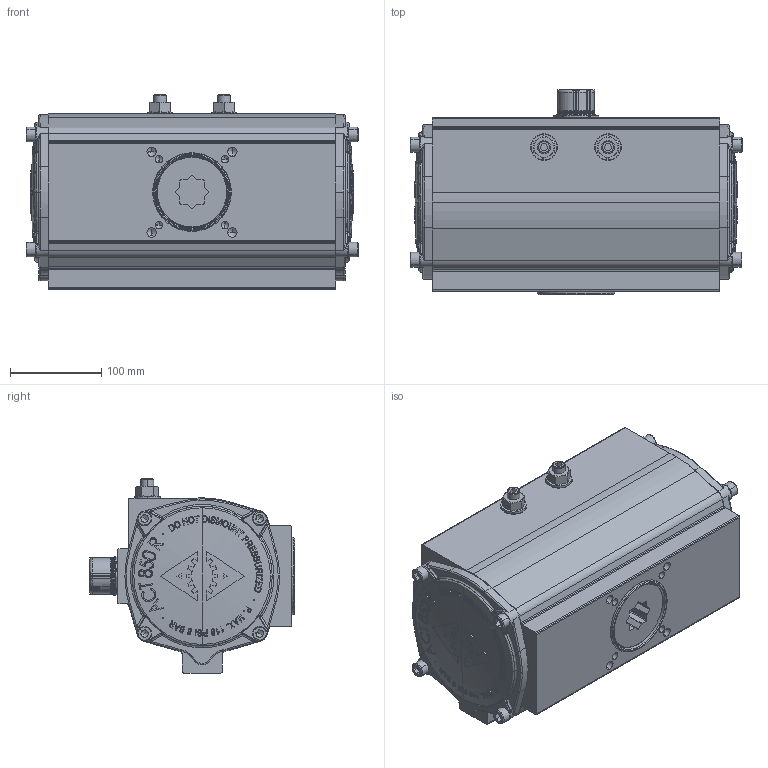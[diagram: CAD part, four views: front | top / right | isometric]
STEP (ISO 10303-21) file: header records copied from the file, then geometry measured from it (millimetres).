
FILE_DESCRIPTION (( 'STEP AP214' ), '1' );
FILE_NAME ('0850 ADA.STEP', '2011-12-07T11:17:55', ( 'ossuin - p' ), ( 'Ossuin' ), 'SwSTEP 2.0', 'SolidWorks 2010', '' );
FILE_SCHEMA (( 'AUTOMOTIVE_DESIGN' ));
Length unit declared in the file: millimetre
Products named in the file (10): Washer DIN 125 - A 15_Washer DIN 125 - A 15; DIN 912 M10 x 35 --- 35C_Default; DIN 915 - M14 x 40-C_DIN 915 - M14 x 40-C; Hexagon Nut ISO 4032 - M14 - D - C_Default; E0850N; Tapon ﾘ45; CR0850; C0850; 0850 ADA; T0850c
Assembly tree (20 placements, depth 2):
  0850 ADA
    T0850c  x2
    Washer DIN 125 - A 15_Washer DIN 125 - A 15  x2
    DIN 912 M10 x 35 --- 35C_Default  x8
    C0850
    CR0850
    Hexagon Nut ISO 4032 - M14 - D - C_Default  x2
    DIN 915 - M14 x 40-C_DIN 915 - M14 x 40-C  x2
    Tapon ﾘ45
    E0850N
Bounding box: 363 x 224.29 x 212.2 mm (x, y, z)
Volume: 3625766 mm3; surface area: 677673.4 mm2
Topology: 28 solids, 28 shells, 4872 faces, 13193 edges, 8466 vertices
Faces by surface type: plane 2544, cylinder 946, bspline 681, cone 258, torus 235, sphere 208
Entity records: 143309 total; most frequent: CARTESIAN_POINT 45452, ORIENTED_EDGE 18042, DIRECTION 17266, EDGE_CURVE 9021, AXIS2_PLACEMENT_3D 6726, VERTEX_POINT 5854, VECTOR 3814, LINE 3814
